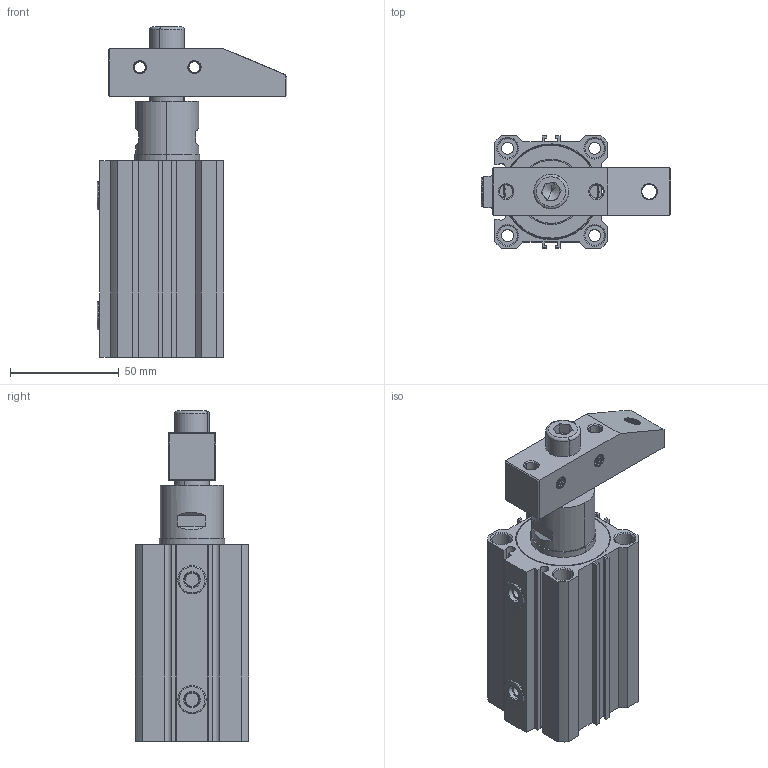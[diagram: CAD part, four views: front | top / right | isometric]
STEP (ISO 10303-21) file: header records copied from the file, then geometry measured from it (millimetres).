
FILE_DESCRIPTION (( 'STEP AP214' ), '1' );
FILE_NAME ('PBL-40感应式转角缸三维图.STEP', '2019-05-15T06:38:57', ( '' ), ( '' ), 'SwSTEP 2.0', 'SolidWorks 2016', '' );
FILE_SCHEMA (( 'AUTOMOTIVE_DESIGN' ));
Length unit declared in the file: millimetre
Products named in the file (8): PBL40活塞杆; PBL40ヶ裔; Hexagon socket head cap screws GB_GB_FASTENER_SCREWS_HSHCS M10X30-S_1; 揤旋41254; 1-8黑芛0023_1; PBL40活塞; PBL40掛极; PBL-40感应式转角缸三维图
Assembly tree (8 placements, depth 2):
  PBL-40感应式转角缸三维图
    PBL40掛极
    PBL40活塞
    1-8黑芛0023_1  x2
    揤旋41254
    Hexagon socket head cap screws GB_GB_FASTENER_SCREWS_HSHCS M10X30-S_1
    PBL40ヶ裔
    PBL40活塞杆
Bounding box: 87.2 x 52 x 151.5 mm (x, y, z)
Volume: 227367.3 mm3; surface area: 84068.1 mm2
Topology: 8 solids, 8 shells, 785 faces, 1966 edges, 1222 vertices
Faces by surface type: cylinder 365, cone 212, plane 145, bspline 41, torus 22
Entity records: 51980 total; most frequent: CARTESIAN_POINT 34611, ORIENTED_EDGE 3832, DIRECTION 3372, EDGE_CURVE 1916, AXIS2_PLACEMENT_3D 1266, VERTEX_POINT 1194, VECTOR 840, LINE 840
